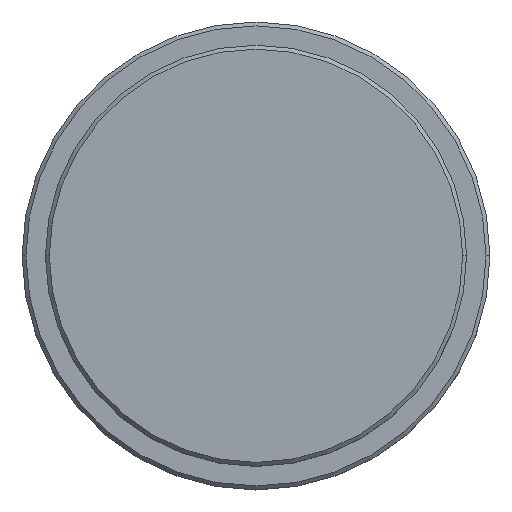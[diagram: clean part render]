
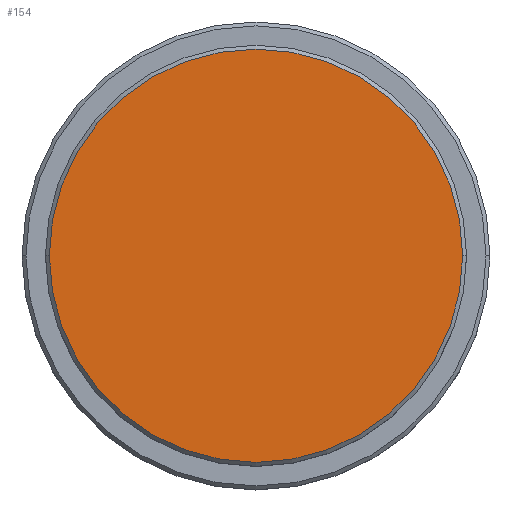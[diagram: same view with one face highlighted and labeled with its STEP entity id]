
A CAD part, top view. The second image highlights one B-rep face of the part: STEP entity #154.
In plain terms, the highlighted planar face has unit normal (0, 0, 1).
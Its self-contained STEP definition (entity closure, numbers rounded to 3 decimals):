
#28 = CARTESIAN_POINT ( 'NONE',  ( 0., 0., 0. ) ) ;
#63 = VERTEX_POINT ( 'NONE', #433 ) ;
#82 = AXIS2_PLACEMENT_3D ( 'NONE', #762, #649, #1057 ) ;
#141 = FACE_OUTER_BOUND ( 'NONE', #511, .T. ) ;
#154 = ADVANCED_FACE ( 'NONE', ( #141 ), #1094, .T. ) ;
#227 = DIRECTION ( 'NONE',  ( 0., 0., 1. ) ) ;
#311 = CIRCLE ( 'NONE', #374, 26.5 ) ;
#374 = AXIS2_PLACEMENT_3D ( 'NONE', #534, #965, #1396 ) ;
#400 = EDGE_CURVE ( 'NONE', #1214, #63, #311, .T. ) ;
#433 = CARTESIAN_POINT ( 'NONE',  ( -26.5, 0., 0. ) ) ;
#511 = EDGE_LOOP ( 'NONE', ( #1201, #567 ) ) ;
#534 = CARTESIAN_POINT ( 'NONE',  ( 0., 0., 0. ) ) ;
#567 = ORIENTED_EDGE ( 'NONE', *, *, #400, .T. ) ;
#649 = DIRECTION ( 'NONE',  ( 0., 0., 1. ) ) ;
#710 = CARTESIAN_POINT ( 'NONE',  ( 26.5, 0., 0. ) ) ;
#762 = CARTESIAN_POINT ( 'NONE',  ( 0., 0., 0. ) ) ;
#906 = AXIS2_PLACEMENT_3D ( 'NONE', #28, #227, #1184 ) ;
#916 = EDGE_CURVE ( 'NONE', #63, #1214, #1311, .T. ) ;
#965 = DIRECTION ( 'NONE',  ( 0., 0., 1. ) ) ;
#1057 = DIRECTION ( 'NONE',  ( 1., 0., 0. ) ) ;
#1094 = PLANE ( 'NONE',  #906 ) ;
#1184 = DIRECTION ( 'NONE',  ( 1., 0., 0. ) ) ;
#1201 = ORIENTED_EDGE ( 'NONE', *, *, #916, .T. ) ;
#1214 = VERTEX_POINT ( 'NONE', #710 ) ;
#1311 = CIRCLE ( 'NONE', #82, 26.5 ) ;
#1396 = DIRECTION ( 'NONE',  ( 1., 0., 0. ) ) ;
